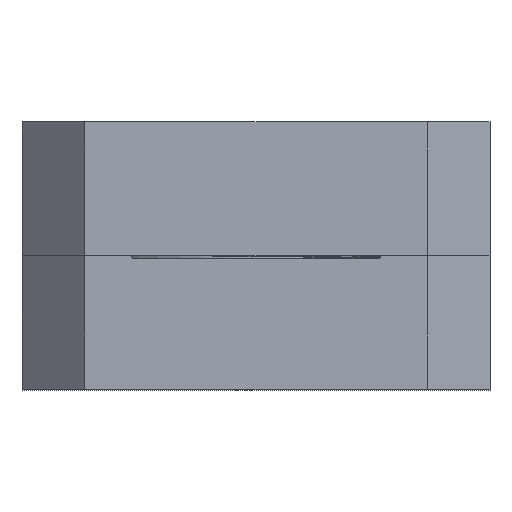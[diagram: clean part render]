
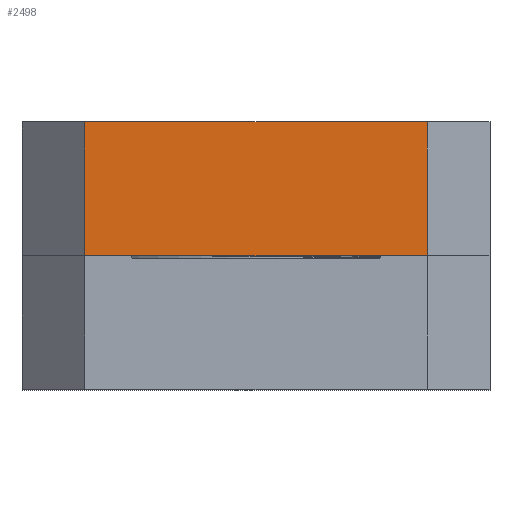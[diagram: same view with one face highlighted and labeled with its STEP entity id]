
A CAD part, top view. The second image highlights one B-rep face of the part: STEP entity #2498.
In plain terms, the highlighted planar face has unit normal (0, 0, 1).
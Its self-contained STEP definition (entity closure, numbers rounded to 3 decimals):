
#807=ORIENTED_EDGE('',*,*,#1240,.T.);
#808=ORIENTED_EDGE('',*,*,#1241,.F.);
#809=ORIENTED_EDGE('',*,*,#1242,.F.);
#810=ORIENTED_EDGE('',*,*,#1238,.T.);
#1238=EDGE_CURVE('',#1503,#1502,#1699,.T.);
#1240=EDGE_CURVE('',#1502,#1504,#1701,.T.);
#1241=EDGE_CURVE('',#1505,#1504,#1702,.T.);
#1242=EDGE_CURVE('',#1503,#1505,#1703,.T.);
#1502=VERTEX_POINT('',#5653);
#1503=VERTEX_POINT('',#5655);
#1504=VERTEX_POINT('',#5659);
#1505=VERTEX_POINT('',#5661);
#1699=LINE('',#5654,#1908);
#1701=LINE('',#5658,#1910);
#1702=LINE('',#5660,#1911);
#1703=LINE('',#5662,#1912);
#1908=VECTOR('',#3943,1000.);
#1910=VECTOR('',#3947,1000.);
#1911=VECTOR('',#3948,1000.);
#1912=VECTOR('',#3949,1000.);
#2081=EDGE_LOOP('',(#807,#808,#809,#810));
#2240=FACE_BOUND('',#2081,.T.);
#2363=PLANE('',#3520);
#2498=ADVANCED_FACE('',(#2240),#2363,.F.);
#3520=AXIS2_PLACEMENT_3D('',#5657,#3945,#3946);
#3943=DIRECTION('',(0.,-1.,0.));
#3945=DIRECTION('',(0.,0.,-1.));
#3946=DIRECTION('',(-1.,0.,0.));
#3947=DIRECTION('',(1.,0.,0.));
#3948=DIRECTION('',(0.,-1.,0.));
#3949=DIRECTION('',(1.,0.,0.));
#5653=CARTESIAN_POINT('',(-5.125,0.,21.));
#5654=CARTESIAN_POINT('',(-5.125,4.,21.));
#5655=CARTESIAN_POINT('',(-5.125,4.,21.));
#5657=CARTESIAN_POINT('',(-5.125,4.,21.));
#5658=CARTESIAN_POINT('',(-5.125,0.,21.));
#5659=CARTESIAN_POINT('',(5.125,0.,21.));
#5660=CARTESIAN_POINT('',(5.125,4.,21.));
#5661=CARTESIAN_POINT('',(5.125,4.,21.));
#5662=CARTESIAN_POINT('',(-5.125,4.,21.));
